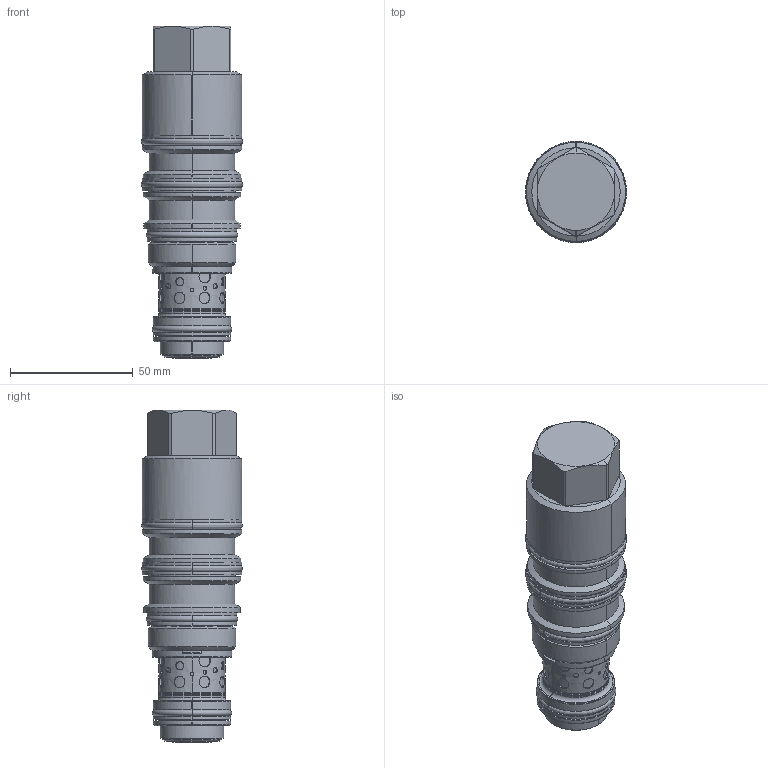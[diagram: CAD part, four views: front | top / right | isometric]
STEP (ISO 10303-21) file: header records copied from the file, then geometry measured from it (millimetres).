
FILE_DESCRIPTION((''),'2;1');
FILE_NAME('MWGGXLN_SW_PRT','2019-01-11T',('charlief'),(''),'PRO/ENGINEER BY PARAMETRIC TECHNOLOGY CORPORATION, 2016010','PRO/ENGINEER BY PARAMETRIC TECHNOLOGY CORPORATION, 2016010','');
FILE_SCHEMA(('CONFIG_CONTROL_DESIGN'));
Products named in the file (1): MWGGXLN_SW_PRT
Bounding box: 41.17 x 41.17 x 135.26 mm (x, y, z)
Surface area: 40328.3 mm2 (no closed solid volume)
Topology: 0 solids, 0 shells, 343 faces, 1518 edges, 1494 vertices
Faces by surface type: bspline 299, torus 44
Entity records: 55868 total; most frequent: CARTESIAN_POINT 42855, DIRECTION 2016, TRIMMED_CURVE 1597, DEFINITIONAL_REPRESENTATION 1472, PCURVE 1472, COMPOSITE_CURVE_SEGMENT 1472, VECTOR 1266, LINE 1266
